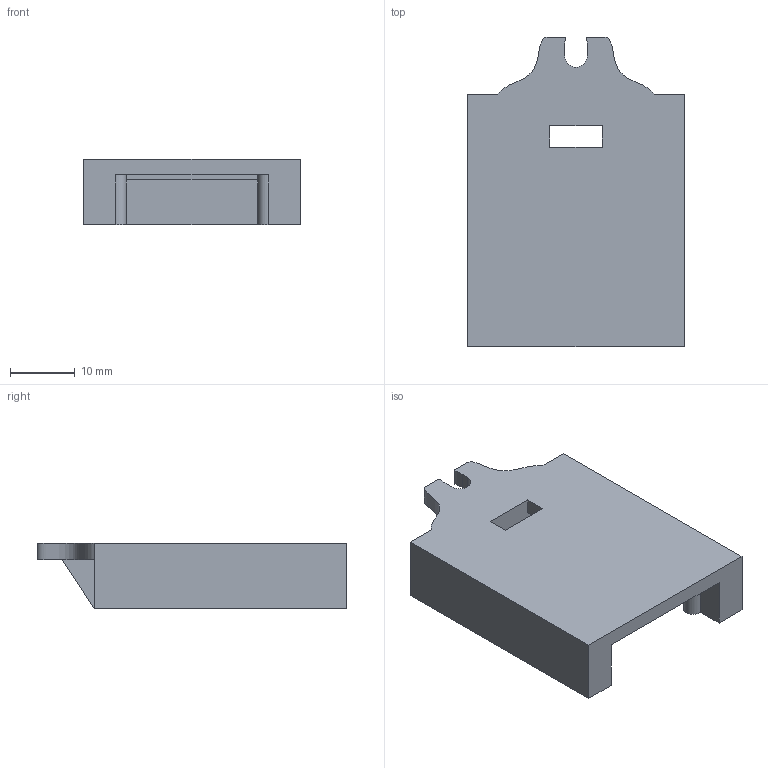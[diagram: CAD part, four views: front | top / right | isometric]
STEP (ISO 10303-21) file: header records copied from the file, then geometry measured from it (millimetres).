
FILE_DESCRIPTION (( 'STEP AP214' ), '1' );
FILE_NAME ('換覜ん菁褲.STEP', '2019-11-23T13:14:36', ( '' ), ( '' ), 'SwSTEP 2.0', 'SolidWorks 2019', '' );
FILE_SCHEMA (( 'AUTOMOTIVE_DESIGN' ));
Length unit declared in the file: millimetre
Products named in the file (1): 換覜ん菁褲
Bounding box: 33.6 x 47.92 x 10.1 mm (x, y, z)
Volume: 6897.1 mm3; surface area: 5743.7 mm2
Topology: 2 solids, 2 shells, 55 faces, 148 edges, 98 vertices
Faces by surface type: plane 47, cylinder 4, bspline 4
Entity records: 1813 total; most frequent: CARTESIAN_POINT 402, ORIENTED_EDGE 296, DIRECTION 252, EDGE_CURVE 148, VECTOR 132, LINE 132, VERTEX_POINT 98, AXIS2_PLACEMENT_3D 60
